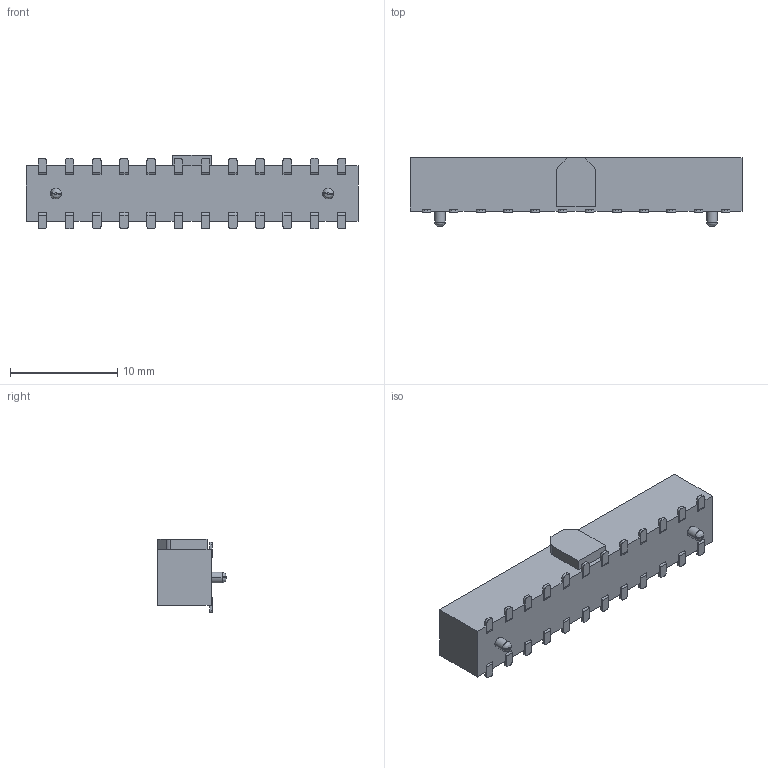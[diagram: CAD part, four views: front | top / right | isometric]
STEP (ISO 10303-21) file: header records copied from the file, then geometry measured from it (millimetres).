
FILE_DESCRIPTION( ('This file contains a STEP AP42 implementation' ,'as created by ZW3D STEP Interface translator.') ,'2;1' );
FILE_NAME( '2150-2XXMXXCUNX4.stp' ,'23 5 2. 83652', (''), ('ZWCAD Software Co.'), 'Version 1.0', 'ZW3D to STEP translator', '' );
FILE_SCHEMA(('AUTOMOTIVE_DESIGN { 1 0 10303 214 1 1 1 1 }'));
Length unit declared in the file: millimetre
Products named in the file (2): 0; 2150-220MXXCUNX4001
Bounding box: 30.98 x 6.4 x 6.9 mm (x, y, z)
Volume: 618.8 mm3; surface area: 1800.4 mm2
Topology: 1 solids, 1 shells, 1708 faces, 5160 edges, 3408 vertices
Faces by surface type: plane 1142, bspline 348, cylinder 218
Entity records: 82773 total; most frequent: CARTESIAN_POINT 45324, ORIENTED_EDGE 10320, EDGE_CURVE 5160, B_SPLINE_CURVE_WITH_KNOTS 4599, VERTEX_POINT 3408, DIRECTION 3235, EDGE_LOOP 1758, FACE_OUTER_BOUND 1708
